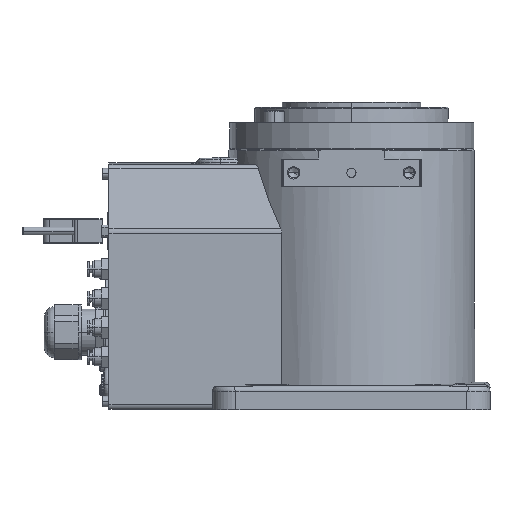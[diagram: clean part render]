
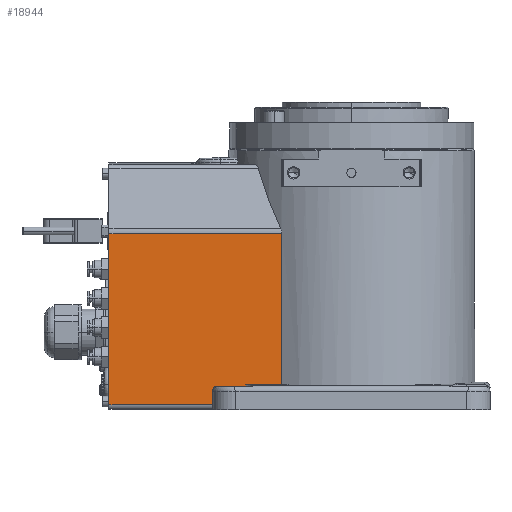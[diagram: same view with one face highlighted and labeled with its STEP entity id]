
A CAD part, front view. The second image highlights one B-rep face of the part: STEP entity #18944.
In plain terms, the highlighted planar face has unit normal (0, -1, 0).
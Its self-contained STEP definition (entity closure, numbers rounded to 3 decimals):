
#328=DIRECTION('',(0.,0.,-1.));
#329=VECTOR('',#328,98.106);
#330=CARTESIAN_POINT('',(-45.211,-66.,114.378));
#331=LINE('',#330,#329);
#3218=DIRECTION('',(-1.,0.,0.));
#3219=VECTOR('',#3218,67.5);
#3220=CARTESIAN_POINT('',(-90.,-66.,3.5));
#3221=LINE('',#3220,#3219);
#3222=DIRECTION('',(0.,0.,1.));
#3223=VECTOR('',#3222,9.271);
#3224=CARTESIAN_POINT('',(-90.,-66.,3.5));
#3225=LINE('',#3224,#3223);
#3226=DIRECTION('',(0.,0.,-1.));
#3227=VECTOR('',#3226,110.878);
#3228=CARTESIAN_POINT('',(-157.5,-66.,114.378));
#3229=LINE('',#3228,#3227);
#3230=DIRECTION('',(1.,0.,0.));
#3231=VECTOR('',#3230,20.523);
#3232=CARTESIAN_POINT('',(-89.199,-66.,15.));
#3233=LINE('',#3232,#3231);
#3234=CARTESIAN_POINT('',(-90.,-66.,12.771));
#3235=CARTESIAN_POINT('',(-90.,-66.,13.61));
#3236=CARTESIAN_POINT('',(-89.733,-66.,14.353));
#3237=CARTESIAN_POINT('',(-89.199,-66.,15.));
#3239=DIRECTION('',(1.,0.,0.));
#3240=VECTOR('',#3239,112.289);
#3241=CARTESIAN_POINT('',(-157.5,-66.,114.378));
#3242=LINE('',#3241,#3240);
#3255=DIRECTION('',(-1.,0.,0.));
#3256=VECTOR('',#3255,23.465);
#3257=CARTESIAN_POINT('',(-45.211,-66.,16.272));
#3258=LINE('',#3257,#3256);
#3611=CARTESIAN_POINT('',(-89.199,-66.,15.));
#3626=DIRECTION('',(0.,0.,-1.));
#3627=VECTOR('',#3626,1.272);
#3628=CARTESIAN_POINT('',(-68.675,-66.,16.272));
#3629=LINE('',#3628,#3627);
#10469=CARTESIAN_POINT('',(-90.,-66.,12.771));
#10471=VERTEX_POINT('',#10469);
#10472=CARTESIAN_POINT('',(-90.,-66.,3.5));
#10473=VERTEX_POINT('',#10472);
#10651=VERTEX_POINT('',#3611);
#10833=CARTESIAN_POINT('',(-157.5,-66.,3.5));
#10834=VERTEX_POINT('',#10833);
#10835=CARTESIAN_POINT('',(-157.5,-66.,114.378));
#10836=VERTEX_POINT('',#10835);
#10904=CARTESIAN_POINT('',(-68.675,-66.,15.));
#10906=VERTEX_POINT('',#10904);
#11202=CARTESIAN_POINT('',(-45.211,-66.,114.378));
#11203=VERTEX_POINT('',#11202);
#11475=CARTESIAN_POINT('',(-68.675,-66.,16.272));
#11476=VERTEX_POINT('',#11475);
#11477=CARTESIAN_POINT('',(-45.211,-66.,16.272));
#11478=VERTEX_POINT('',#11477);
#18923=CARTESIAN_POINT('',(-157.5,-66.,3.5));
#18924=DIRECTION('',(0.,1.,0.));
#18925=DIRECTION('',(-1.,0.,0.));
#18926=AXIS2_PLACEMENT_3D('',#18923,#18924,#18925);
#18927=PLANE('',#18926);
#18928=ORIENTED_EDGE('',*,*,#18836,.F.);
#18929=ORIENTED_EDGE('',*,*,#18911,.T.);
#18930=ORIENTED_EDGE('',*,*,#18634,.F.);
#18932=ORIENTED_EDGE('',*,*,#18931,.T.);
#18933=ORIENTED_EDGE('',*,*,#13239,.T.);
#18935=ORIENTED_EDGE('',*,*,#18934,.T.);
#18937=ORIENTED_EDGE('',*,*,#18936,.T.);
#18939=ORIENTED_EDGE('',*,*,#18938,.F.);
#18941=ORIENTED_EDGE('',*,*,#18940,.F.);
#18942=EDGE_LOOP('',(#18928,#18929,#18930,#18932,#18933,#18935,#18937,#18939,
#18941));
#18943=FACE_OUTER_BOUND('',#18942,.F.);
#3238=B_SPLINE_CURVE_WITH_KNOTS('',3,(#3234,#3235,#3236,#3237),.UNSPECIFIED.,
.F.,.F.,(4,4),(0.,1.),.UNSPECIFIED.);
#13239=EDGE_CURVE('',#11203,#11478,#331,.T.);
#18634=EDGE_CURVE('',#10836,#10834,#3229,.T.);
#18836=EDGE_CURVE('',#10473,#10471,#3225,.T.);
#18911=EDGE_CURVE('',#10473,#10834,#3221,.T.);
#18931=EDGE_CURVE('',#10836,#11203,#3242,.T.);
#18934=EDGE_CURVE('',#11478,#11476,#3258,.T.);
#18936=EDGE_CURVE('',#11476,#10906,#3629,.T.);
#18938=EDGE_CURVE('',#10651,#10906,#3233,.T.);
#18940=EDGE_CURVE('',#10471,#10651,#3238,.T.);
#18944=ADVANCED_FACE('',(#18943),#18927,.F.);
